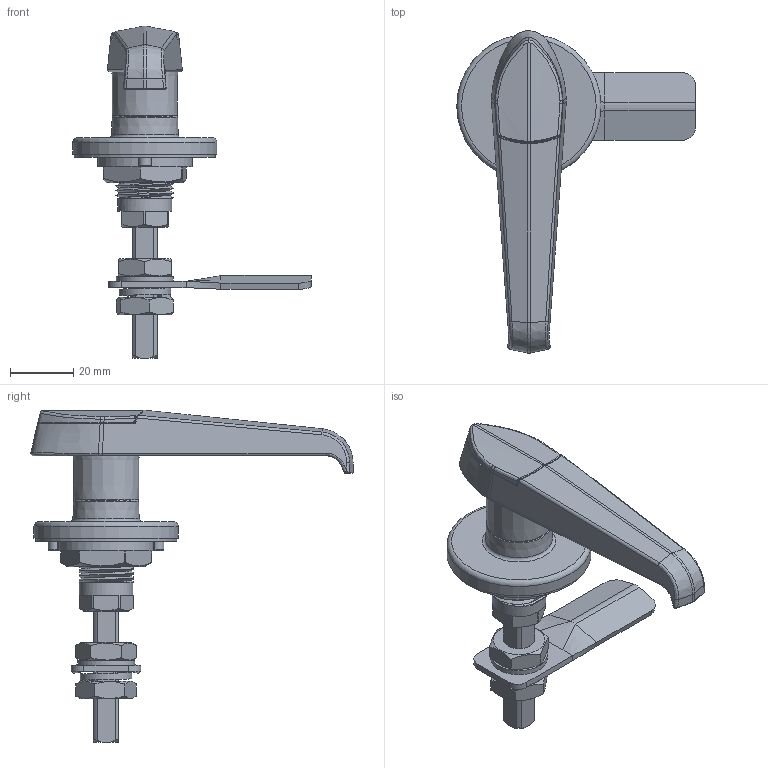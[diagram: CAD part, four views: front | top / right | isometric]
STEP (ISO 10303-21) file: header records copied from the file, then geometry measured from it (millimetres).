
FILE_DESCRIPTION(/* description */ (''),/* implementation_level */ '2;1');
FILE_NAME(/* name */ 'MG2-1K.stp',/* time_stamp */ '2025-07-28T17:31:43+09:00',/* author */ ('user'),/* organization */ (''),/* preprocessor_version */ 'ST-DEVELOPER v15.6',/* originating_system */ 'Autodesk Inventor 2015',/* authorisation */ '');
FILE_SCHEMA (('AUTOMOTIVE_DESIGN { 1 0 10303 214 3 1 1 }'));
Length unit declared in the file: millimetre
Products named in the file (16): 샤프트; Nut_M10; Washer; 너트-베이스고정; 너트-설치용; 베이스; 스토퍼; 스프링와셔; 잠금핀 마개; 잠금핀; 키커버; 키코어; 키코어커버; 핸들; 패킹; MG2-1K
Bounding box: 75.25 x 101.73 x 104.76 mm (x, y, z)
Volume: 38955.3 mm3; surface area: 35792.4 mm2
Topology: 16 solids, 16 shells, 723 faces, 1812 edges, 1159 vertices
Faces by surface type: plane 394, cylinder 139, bspline 109, cone 40, torus 25, sphere 16
Full cylindrical faces by diameter (mm): 2.5 x1, 3 x1, 3.1 x2, 3.5 x2, 4 x1, 4.3 x1, 5.5 x1, 5.8 x1, 7.6 x1, 8.376 x3, 8.5 x1, 9.1 x1, 9.9 x1, 10.4 x1, 10.5 x1, 13.8 x1, 14 x1, 14.6 x1, 15 x1, 15.294 x1, 17 x2, 18 x1, 18.8 x1, 19.3 x1, 19.7 x1, 30 x1, 44.5 x1, 45.5 x1
Entity records: 29738 total; most frequent: CARTESIAN_POINT 13097, ORIENTED_EDGE 3398, DIRECTION 3204, EDGE_CURVE 1699, AXIS2_PLACEMENT_3D 1141, VERTEX_POINT 1115, LINE 922, VECTOR 922
